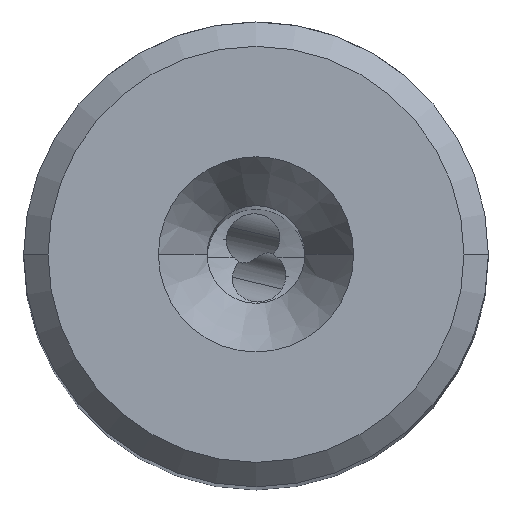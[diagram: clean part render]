
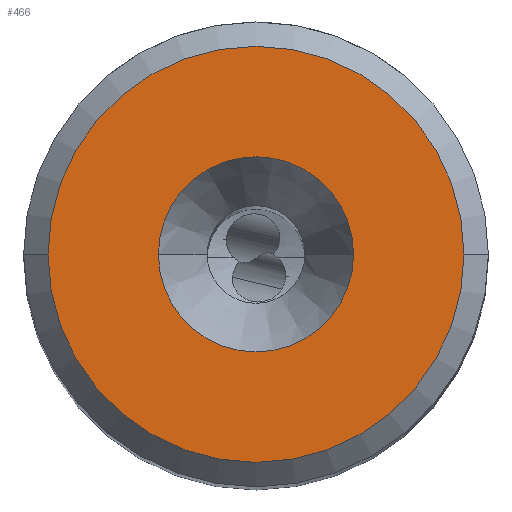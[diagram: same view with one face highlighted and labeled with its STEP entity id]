
A CAD part, top view. The second image highlights one B-rep face of the part: STEP entity #466.
In plain terms, the highlighted planar face has unit normal (0, 0, 1).
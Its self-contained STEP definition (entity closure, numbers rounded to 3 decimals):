
#67=FACE_BOUND('',#874,.T.);
#68=FACE_BOUND('',#875,.T.);
#109=PLANE('',#3795);
#466=ADVANCED_FACE('',(#67,#68),#109,.T.);
#874=EDGE_LOOP('',(#1360,#1361));
#875=EDGE_LOOP('',(#1362,#1363));
#1084=CIRCLE('',#3789,8.525);
#1085=CIRCLE('',#3791,8.525);
#1086=CIRCLE('',#3793,4.);
#1087=CIRCLE('',#3794,4.);
#1360=ORIENTED_EDGE('',*,*,#2826,.T.);
#1361=ORIENTED_EDGE('',*,*,#2827,.T.);
#1362=ORIENTED_EDGE('',*,*,#2822,.T.);
#1363=ORIENTED_EDGE('',*,*,#2825,.T.);
#2420=VERTEX_POINT('',#5276);
#2421=VERTEX_POINT('',#5277);
#2422=VERTEX_POINT('',#5284);
#2423=VERTEX_POINT('',#5285);
#2822=EDGE_CURVE('',#2420,#2421,#1084,.T.);
#2825=EDGE_CURVE('',#2421,#2420,#1085,.T.);
#2826=EDGE_CURVE('',#2422,#2423,#1086,.T.);
#2827=EDGE_CURVE('',#2423,#2422,#1087,.T.);
#3789=AXIS2_PLACEMENT_3D('',#5275,#4283,#4284);
#3791=AXIS2_PLACEMENT_3D('',#5281,#4289,#4290);
#3793=AXIS2_PLACEMENT_3D('',#5283,#4293,#4294);
#3794=AXIS2_PLACEMENT_3D('',#5286,#4295,#4296);
#3795=AXIS2_PLACEMENT_3D('',#5287,#4297,#4298);
#4283=DIRECTION('',(0.,0.,1.));
#4284=DIRECTION('',(-1.,0.,0.));
#4289=DIRECTION('',(0.,0.,1.));
#4290=DIRECTION('',(1.,0.,0.));
#4293=DIRECTION('',(0.,0.,-1.));
#4294=DIRECTION('',(-1.,0.,0.));
#4295=DIRECTION('',(0.,0.,-1.));
#4296=DIRECTION('',(1.,0.,0.));
#4297=DIRECTION('',(0.,0.,1.));
#4298=DIRECTION('',(1.,0.,0.));
#5275=CARTESIAN_POINT('',(0.,0.,38.04));
#5276=CARTESIAN_POINT('',(-8.525,0.,38.04));
#5277=CARTESIAN_POINT('',(8.525,0.,38.04));
#5281=CARTESIAN_POINT('',(0.,0.,38.04));
#5283=CARTESIAN_POINT('',(0.,0.,38.04));
#5284=CARTESIAN_POINT('',(-4.,0.,38.04));
#5285=CARTESIAN_POINT('',(4.,0.,38.04));
#5286=CARTESIAN_POINT('',(0.,0.,38.04));
#5287=CARTESIAN_POINT('',(0.,0.,38.04));
